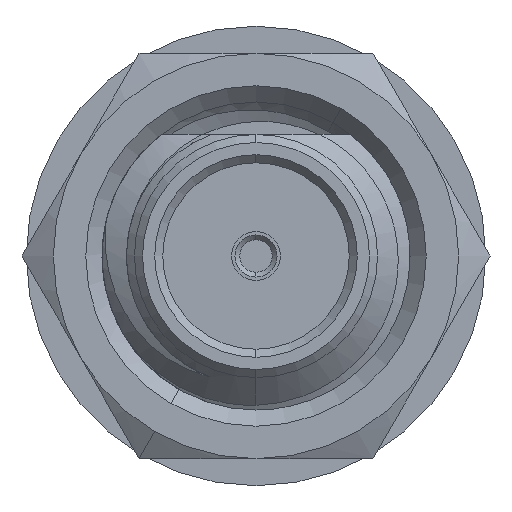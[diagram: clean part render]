
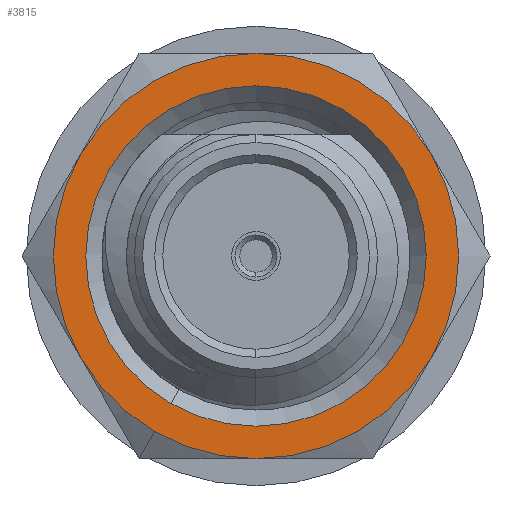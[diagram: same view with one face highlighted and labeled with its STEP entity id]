
A CAD part, left-side view. The second image highlights one B-rep face of the part: STEP entity #3815.
In plain terms, the highlighted planar face has unit normal (-1, 0, 0).
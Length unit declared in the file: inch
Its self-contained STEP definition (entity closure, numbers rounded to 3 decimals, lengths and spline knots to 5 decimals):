
#621 = CIRCLE ( 'NONE', #13707, 0.105 ) ;
#710 = VERTEX_POINT ( 'NONE', #13380 ) ;
#1067 = AXIS2_PLACEMENT_3D ( 'NONE', #13580, #3340, #13494 ) ;
#1117 = CARTESIAN_POINT ( 'NONE',  ( 0.245, 0., 0.125 ) ) ;
#1291 = CARTESIAN_POINT ( 'NONE',  ( 0.245, 0.0625, -0.10825 ) ) ;
#1742 = ORIENTED_EDGE ( 'NONE', *, *, #16414, .T. ) ;
#2461 = CARTESIAN_POINT ( 'NONE',  ( 0.245, -0.0525, 0.09093 ) ) ;
#2520 = FACE_OUTER_BOUND ( 'NONE', #20851, .T. ) ;
#2629 = AXIS2_PLACEMENT_3D ( 'NONE', #7624, #21883, #9409 ) ;
#3024 = EDGE_CURVE ( 'NONE', #14290, #7423, #5695, .T. ) ;
#3052 = CARTESIAN_POINT ( 'NONE',  ( 0.245, 0., 0. ) ) ;
#3200 = AXIS2_PLACEMENT_3D ( 'NONE', #14150, #6129, #12162 ) ;
#3340 = DIRECTION ( 'NONE',  ( -1., 0., 0. ) ) ;
#3642 = DIRECTION ( 'NONE',  ( 0., 0.5, -0.866 ) ) ;
#3725 = DIRECTION ( 'NONE',  ( -1., 0., 0. ) ) ;
#3815 = ADVANCED_FACE ( 'NONE', ( #6962, #2520 ), #17325, .T. ) ;
#3897 = VERTEX_POINT ( 'NONE', #1117 ) ;
#4322 = EDGE_LOOP ( 'NONE', ( #12834, #12430 ) ) ;
#4695 = DIRECTION ( 'NONE',  ( -1., 0., 0. ) ) ;
#4948 = CARTESIAN_POINT ( 'NONE',  ( 0.245, 0., 0. ) ) ;
#4949 = ORIENTED_EDGE ( 'NONE', *, *, #24623, .T. ) ;
#5158 = ORIENTED_EDGE ( 'NONE', *, *, #18544, .T. ) ;
#5512 = CIRCLE ( 'NONE', #17496, 0.125 ) ;
#5695 = CIRCLE ( 'NONE', #8823, 0.125 ) ;
#6003 = CARTESIAN_POINT ( 'NONE',  ( 0.245, 0.10825, -0.0625 ) ) ;
#6129 = DIRECTION ( 'NONE',  ( -1., 0., 0. ) ) ;
#6962 = FACE_BOUND ( 'NONE', #4322, .T. ) ;
#6992 = DIRECTION ( 'NONE',  ( 0., 0.5, -0.866 ) ) ;
#7233 = VERTEX_POINT ( 'NONE', #10503 ) ;
#7398 = EDGE_CURVE ( 'NONE', #7423, #710, #24445, .T. ) ;
#7423 = VERTEX_POINT ( 'NONE', #12919 ) ;
#7624 = CARTESIAN_POINT ( 'NONE',  ( 0.245, 0., 0. ) ) ;
#7996 = CARTESIAN_POINT ( 'NONE',  ( 0.245, 0., 0. ) ) ;
#8220 = CARTESIAN_POINT ( 'NONE',  ( 0.245, 0., 0. ) ) ;
#8335 = ORIENTED_EDGE ( 'NONE', *, *, #19811, .T. ) ;
#8823 = AXIS2_PLACEMENT_3D ( 'NONE', #7996, #3725, #20548 ) ;
#9030 = CARTESIAN_POINT ( 'NONE',  ( 0.245, 0.10825, 0.0625 ) ) ;
#9409 = DIRECTION ( 'NONE',  ( 0., 0.5, -0.866 ) ) ;
#10503 = CARTESIAN_POINT ( 'NONE',  ( 0.245, 0.0525, -0.09093 ) ) ;
#11427 = AXIS2_PLACEMENT_3D ( 'NONE', #4948, #19440, #6992 ) ;
#11964 = CIRCLE ( 'NONE', #12094, 0.125 ) ;
#12080 = ORIENTED_EDGE ( 'NONE', *, *, #19618, .T. ) ;
#12094 = AXIS2_PLACEMENT_3D ( 'NONE', #12872, #4695, #21259 ) ;
#12162 = DIRECTION ( 'NONE',  ( 0., 0.5, -0.866 ) ) ;
#12430 = ORIENTED_EDGE ( 'NONE', *, *, #26196, .T. ) ;
#12834 = ORIENTED_EDGE ( 'NONE', *, *, #21364, .T. ) ;
#12872 = CARTESIAN_POINT ( 'NONE',  ( 0.245, 0., 0. ) ) ;
#12919 = CARTESIAN_POINT ( 'NONE',  ( 0.245, -0.10825, -0.0625 ) ) ;
#13380 = CARTESIAN_POINT ( 'NONE',  ( 0.245, -0.10825, 0.0625 ) ) ;
#13494 = DIRECTION ( 'NONE',  ( 0., 0.5, -0.866 ) ) ;
#13580 = CARTESIAN_POINT ( 'NONE',  ( 0.245, 0., 0. ) ) ;
#13707 = AXIS2_PLACEMENT_3D ( 'NONE', #24268, #22000, #3642 ) ;
#13855 = CIRCLE ( 'NONE', #18226, 0.105 ) ;
#14150 = CARTESIAN_POINT ( 'NONE',  ( 0.245, 0., 0. ) ) ;
#14290 = VERTEX_POINT ( 'NONE', #14429 ) ;
#14376 = DIRECTION ( 'NONE',  ( -1., 0., 0. ) ) ;
#14429 = CARTESIAN_POINT ( 'NONE',  ( 0.245, 0., -0.125 ) ) ;
#16414 = EDGE_CURVE ( 'NONE', #18941, #23441, #19812, .T. ) ;
#17301 = DIRECTION ( 'NONE',  ( 1., 0., 0. ) ) ;
#17325 = PLANE ( 'NONE',  #11427 ) ;
#17372 = CARTESIAN_POINT ( 'NONE',  ( 0.245, 0., 0. ) ) ;
#17496 = AXIS2_PLACEMENT_3D ( 'NONE', #8220, #14376, #22942 ) ;
#18226 = AXIS2_PLACEMENT_3D ( 'NONE', #3052, #17301, #23756 ) ;
#18392 = CIRCLE ( 'NONE', #3200, 0.125 ) ;
#18544 = EDGE_CURVE ( 'NONE', #23441, #14290, #11964, .T. ) ;
#18668 = VERTEX_POINT ( 'NONE', #9030 ) ;
#18941 = VERTEX_POINT ( 'NONE', #6003 ) ;
#19440 = DIRECTION ( 'NONE',  ( -1., 0., 0. ) ) ;
#19481 = DIRECTION ( 'NONE',  ( 0., 0.5, -0.866 ) ) ;
#19618 = EDGE_CURVE ( 'NONE', #3897, #18668, #22362, .T. ) ;
#19811 = EDGE_CURVE ( 'NONE', #710, #3897, #5512, .T. ) ;
#19812 = CIRCLE ( 'NONE', #2629, 0.125 ) ;
#20548 = DIRECTION ( 'NONE',  ( 0., 0.5, -0.866 ) ) ;
#20851 = EDGE_LOOP ( 'NONE', ( #1742, #5158, #25961, #26586, #8335, #12080, #4949 ) ) ;
#20908 = AXIS2_PLACEMENT_3D ( 'NONE', #17372, #25367, #19481 ) ;
#21259 = DIRECTION ( 'NONE',  ( 0., 0.5, -0.866 ) ) ;
#21364 = EDGE_CURVE ( 'NONE', #7233, #23870, #13855, .T. ) ;
#21883 = DIRECTION ( 'NONE',  ( -1., 0., 0. ) ) ;
#22000 = DIRECTION ( 'NONE',  ( 1., 0., 0. ) ) ;
#22362 = CIRCLE ( 'NONE', #1067, 0.125 ) ;
#22942 = DIRECTION ( 'NONE',  ( 0., 0.5, -0.866 ) ) ;
#23441 = VERTEX_POINT ( 'NONE', #1291 ) ;
#23756 = DIRECTION ( 'NONE',  ( 0., 0.5, -0.866 ) ) ;
#23870 = VERTEX_POINT ( 'NONE', #2461 ) ;
#24268 = CARTESIAN_POINT ( 'NONE',  ( 0.245, 0., 0. ) ) ;
#24445 = CIRCLE ( 'NONE', #20908, 0.125 ) ;
#24623 = EDGE_CURVE ( 'NONE', #18668, #18941, #18392, .T. ) ;
#25367 = DIRECTION ( 'NONE',  ( -1., 0., 0. ) ) ;
#25961 = ORIENTED_EDGE ( 'NONE', *, *, #3024, .T. ) ;
#26196 = EDGE_CURVE ( 'NONE', #23870, #7233, #621, .T. ) ;
#26586 = ORIENTED_EDGE ( 'NONE', *, *, #7398, .T. ) ;
